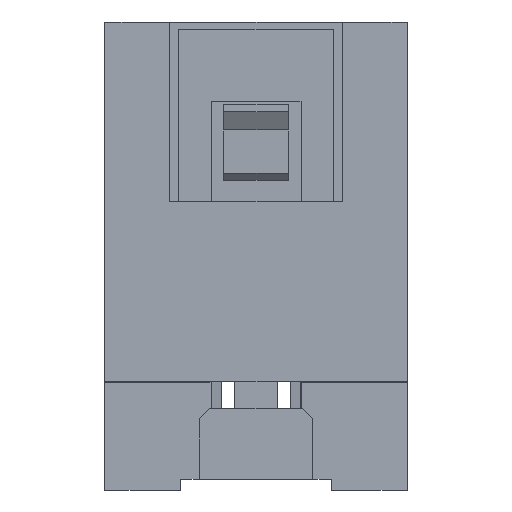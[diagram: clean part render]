
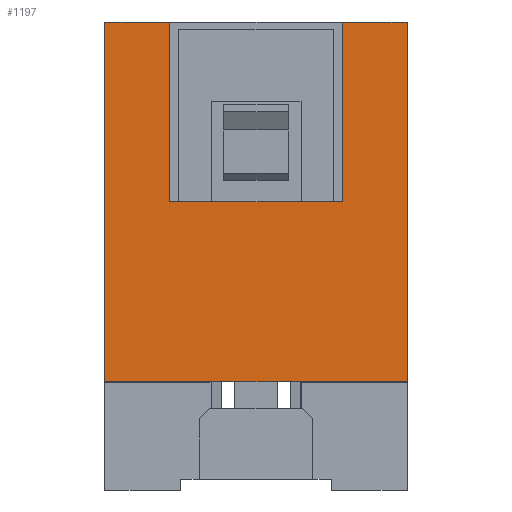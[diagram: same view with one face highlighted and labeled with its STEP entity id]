
A CAD part, left-side view. The second image highlights one B-rep face of the part: STEP entity #1197.
In plain terms, the highlighted planar face has unit normal (-1, 0, 0).
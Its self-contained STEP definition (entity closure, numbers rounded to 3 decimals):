
#1197 = ADVANCED_FACE( '', ( #2710 ), #2711, .T. );
#2710 = FACE_OUTER_BOUND( '', #4663, .T. );
#2711 = PLANE( '', #4664 );
#4663 = EDGE_LOOP( '', ( #7285, #7286, #7287, #7288, #7289, #7290, #7291, #7292 ) );
#4664 = AXIS2_PLACEMENT_3D( '', #7293, #7294, #7295 );
#7285 = ORIENTED_EDGE( '', *, *, #13077, .T. );
#7286 = ORIENTED_EDGE( '', *, *, #13078, .T. );
#7287 = ORIENTED_EDGE( '', *, *, #13079, .T. );
#7288 = ORIENTED_EDGE( '', *, *, #13080, .F. );
#7289 = ORIENTED_EDGE( '', *, *, #13081, .F. );
#7290 = ORIENTED_EDGE( '', *, *, #13082, .T. );
#7291 = ORIENTED_EDGE( '', *, *, #13083, .T. );
#7292 = ORIENTED_EDGE( '', *, *, #13084, .F. );
#7293 = CARTESIAN_POINT( '', ( -26.74, -4.2, -5. ) );
#7294 = DIRECTION( '', ( -1., 0., 0. ) );
#7295 = DIRECTION( '', ( 0., 0., 1. ) );
#13077 = EDGE_CURVE( '', #16034, #16035, #16036, .T. );
#13078 = EDGE_CURVE( '', #16035, #16037, #16038, .T. );
#13079 = EDGE_CURVE( '', #16037, #16039, #16040, .T. );
#13080 = EDGE_CURVE( '', #16041, #16039, #16042, .T. );
#13081 = EDGE_CURVE( '', #16043, #16041, #16044, .T. );
#13082 = EDGE_CURVE( '', #16043, #16045, #16046, .T. );
#13083 = EDGE_CURVE( '', #16045, #16047, #16048, .T. );
#13084 = EDGE_CURVE( '', #16034, #16047, #16049, .T. );
#16034 = VERTEX_POINT( '', #20236 );
#16035 = VERTEX_POINT( '', #20237 );
#16036 = LINE( '', #20238, #20239 );
#16037 = VERTEX_POINT( '', #20240 );
#16038 = LINE( '', #20241, #20242 );
#16039 = VERTEX_POINT( '', #20243 );
#16040 = LINE( '', #20244, #20245 );
#16041 = VERTEX_POINT( '', #20246 );
#16042 = LINE( '', #20247, #20248 );
#16043 = VERTEX_POINT( '', #20249 );
#16044 = LINE( '', #20250, #20251 );
#16045 = VERTEX_POINT( '', #20252 );
#16046 = LINE( '', #20253, #20254 );
#16047 = VERTEX_POINT( '', #20255 );
#16048 = LINE( '', #20256, #20257 );
#16049 = LINE( '', #20258, #20259 );
#20236 = CARTESIAN_POINT( '', ( -26.74, -2.4, 0. ) );
#20237 = CARTESIAN_POINT( '', ( -26.74, 2.4, 0. ) );
#20238 = CARTESIAN_POINT( '', ( -26.74, -2.4, 0. ) );
#20239 = VECTOR( '', #24470, 1000. );
#20240 = CARTESIAN_POINT( '', ( -26.74, 2.4, 5. ) );
#20241 = CARTESIAN_POINT( '', ( -26.74, 2.4, 0. ) );
#20242 = VECTOR( '', #24471, 1000. );
#20243 = CARTESIAN_POINT( '', ( -26.74, 4.2, 5. ) );
#20244 = CARTESIAN_POINT( '', ( -26.74, -4.2, 5. ) );
#20245 = VECTOR( '', #24472, 1000. );
#20246 = CARTESIAN_POINT( '', ( -26.74, 4.2, -5. ) );
#20247 = CARTESIAN_POINT( '', ( -26.74, 4.2, -5. ) );
#20248 = VECTOR( '', #24473, 1000. );
#20249 = CARTESIAN_POINT( '', ( -26.74, -4.2, -5. ) );
#20250 = CARTESIAN_POINT( '', ( -26.74, -4.2, -5. ) );
#20251 = VECTOR( '', #24474, 1000. );
#20252 = CARTESIAN_POINT( '', ( -26.74, -4.2, 5. ) );
#20253 = CARTESIAN_POINT( '', ( -26.74, -4.2, -5. ) );
#20254 = VECTOR( '', #24475, 1000. );
#20255 = CARTESIAN_POINT( '', ( -26.74, -2.4, 5. ) );
#20256 = CARTESIAN_POINT( '', ( -26.74, -4.2, 5. ) );
#20257 = VECTOR( '', #24476, 1000. );
#20258 = CARTESIAN_POINT( '', ( -26.74, -2.4, 0. ) );
#20259 = VECTOR( '', #24477, 1000. );
#24470 = DIRECTION( '', ( 0., 1., 0. ) );
#24471 = DIRECTION( '', ( 0., 0., 1. ) );
#24472 = DIRECTION( '', ( 0., 1., 0. ) );
#24473 = DIRECTION( '', ( 0., 0., 1. ) );
#24474 = DIRECTION( '', ( 0., 1., 0. ) );
#24475 = DIRECTION( '', ( 0., 0., 1. ) );
#24476 = DIRECTION( '', ( 0., 1., 0. ) );
#24477 = DIRECTION( '', ( 0., 0., 1. ) );
